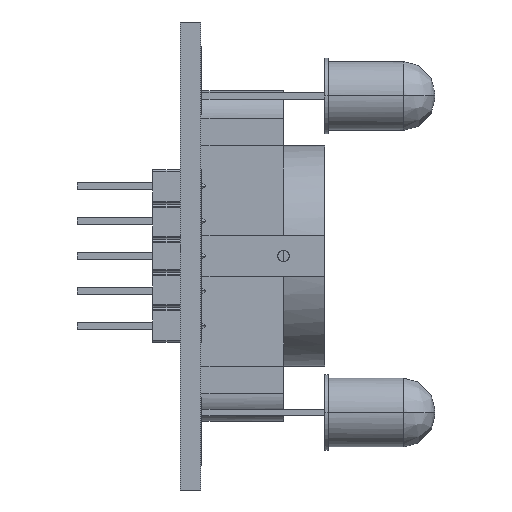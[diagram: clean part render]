
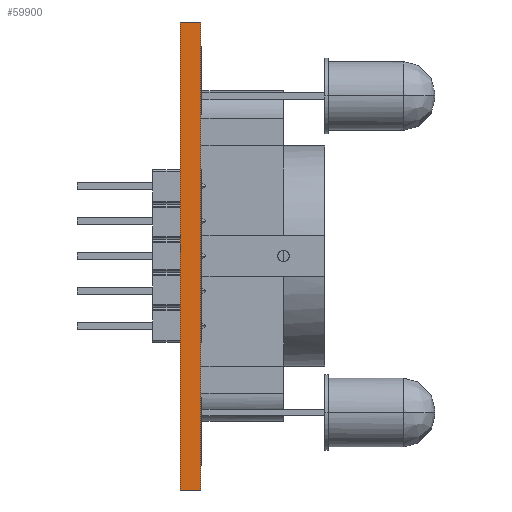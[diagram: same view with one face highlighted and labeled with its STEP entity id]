
A CAD part, front view. The second image highlights one B-rep face of the part: STEP entity #59900.
In plain terms, the highlighted free-form (B-spline) face has degree [1, 1] with [2, 2] control points.
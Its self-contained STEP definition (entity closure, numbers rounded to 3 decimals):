
#59900 = ADVANCED_FACE('',(#59901),#59931,.T.);
#59901 = FACE_BOUND('',#59902,.T.);
#59902 = EDGE_LOOP('',(#59903,#59912,#59919,#59926));
#59903 = ORIENTED_EDGE('',*,*,#59904,.T.);
#59904 = EDGE_CURVE('',#59905,#59907,#59909,.T.);
#59905 = VERTEX_POINT('',#59906);
#59906 = CARTESIAN_POINT('',(0.,-14.549,14.549));
#59907 = VERTEX_POINT('',#59908);
#59908 = CARTESIAN_POINT('',(1.284,-14.549,
    14.549));
#59909 = B_SPLINE_CURVE_WITH_KNOTS('',1,(#59910,#59911),.UNSPECIFIED.,
  .F.,.F.,(2,2),(0.,1.5),.PIECEWISE_BEZIER_KNOTS.);
#59910 = CARTESIAN_POINT('',(0.,-14.549,14.549));
#59911 = CARTESIAN_POINT('',(1.284,-14.549,
    14.549));
#59912 = ORIENTED_EDGE('',*,*,#59913,.T.);
#59913 = EDGE_CURVE('',#59907,#59914,#59916,.T.);
#59914 = VERTEX_POINT('',#59915);
#59915 = CARTESIAN_POINT('',(1.284,-14.549,
    -14.549));
#59916 = B_SPLINE_CURVE_WITH_KNOTS('',1,(#59917,#59918),.UNSPECIFIED.,
  .F.,.F.,(2,2),(0.,34.),.PIECEWISE_BEZIER_KNOTS.);
#59917 = CARTESIAN_POINT('',(1.284,-14.549,
    14.549));
#59918 = CARTESIAN_POINT('',(1.284,-14.549,
    -14.549));
#59919 = ORIENTED_EDGE('',*,*,#59920,.T.);
#59920 = EDGE_CURVE('',#59914,#59921,#59923,.T.);
#59921 = VERTEX_POINT('',#59922);
#59922 = CARTESIAN_POINT('',(0.,-14.549,-14.549));
#59923 = B_SPLINE_CURVE_WITH_KNOTS('',1,(#59924,#59925),.UNSPECIFIED.,
  .F.,.F.,(2,2),(0.,1.5),.PIECEWISE_BEZIER_KNOTS.);
#59924 = CARTESIAN_POINT('',(1.284,-14.549,
    -14.549));
#59925 = CARTESIAN_POINT('',(0.,-14.549,-14.549));
#59926 = ORIENTED_EDGE('',*,*,#59927,.T.);
#59927 = EDGE_CURVE('',#59921,#59905,#59928,.T.);
#59928 = B_SPLINE_CURVE_WITH_KNOTS('',1,(#59929,#59930),.UNSPECIFIED.,
  .F.,.F.,(2,2),(0.,34.),.PIECEWISE_BEZIER_KNOTS.);
#59929 = CARTESIAN_POINT('',(0.,-14.549,-14.549));
#59930 = CARTESIAN_POINT('',(0.,-14.549,14.549));
#59931 = B_SPLINE_SURFACE_WITH_KNOTS('',1,1,(
    (#59932,#59933)
    ,(#59934,#59935
    )),.UNSPECIFIED.,.F.,.F.,.F.,(2,2),(2,2),(0.,1.),(0.,1.),
  .PIECEWISE_BEZIER_KNOTS.);
#59932 = CARTESIAN_POINT('',(0.,-14.549,-14.549));
#59933 = CARTESIAN_POINT('',(1.284,-14.549,
    -14.549));
#59934 = CARTESIAN_POINT('',(0.,-14.549,14.549));
#59935 = CARTESIAN_POINT('',(1.284,-14.549,
    14.549));
